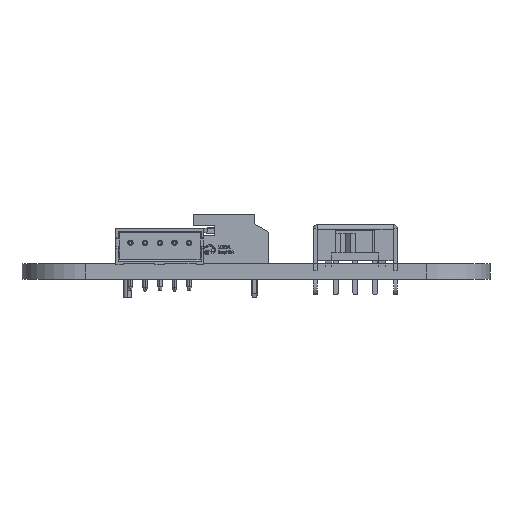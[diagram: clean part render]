
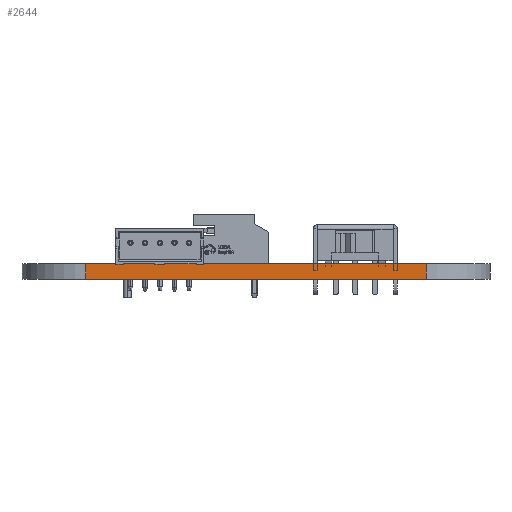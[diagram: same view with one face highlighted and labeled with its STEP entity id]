
A CAD part, front view. The second image highlights one B-rep face of the part: STEP entity #2644.
In plain terms, the highlighted planar face has unit normal (0, -1, 0).
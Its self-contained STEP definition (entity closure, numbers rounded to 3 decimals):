
#169 = VERTEX_POINT('',#170);
#170 = CARTESIAN_POINT('',(56.396,74.223,0.));
#177 = EDGE_CURVE('',#169,#178,#180,.T.);
#178 = VERTEX_POINT('',#179);
#179 = CARTESIAN_POINT('',(21.644,74.223,0.));
#180 = LINE('',#181,#182);
#181 = CARTESIAN_POINT('',(56.396,74.223,0.));
#182 = VECTOR('',#183,1.);
#183 = DIRECTION('',(-1.,0.,0.));
#1380 = VERTEX_POINT('',#1381);
#1381 = CARTESIAN_POINT('',(56.396,74.223,
    1.6));
#1388 = EDGE_CURVE('',#1380,#1389,#1391,.T.);
#1389 = VERTEX_POINT('',#1390);
#1390 = CARTESIAN_POINT('',(21.644,74.223,
    1.6));
#1391 = LINE('',#1392,#1393);
#1392 = CARTESIAN_POINT('',(56.396,74.223,
    1.6));
#1393 = VECTOR('',#1394,1.);
#1394 = DIRECTION('',(-1.,0.,0.));
#2614 = EDGE_CURVE('',#178,#1389,#2615,.T.);
#2615 = LINE('',#2616,#2617);
#2616 = CARTESIAN_POINT('',(21.644,74.223,0.));
#2617 = VECTOR('',#2618,1.);
#2618 = DIRECTION('',(0.,0.,1.));
#2633 = EDGE_CURVE('',#169,#1380,#2634,.T.);
#2634 = LINE('',#2635,#2636);
#2635 = CARTESIAN_POINT('',(56.396,74.223,0.));
#2636 = VECTOR('',#2637,1.);
#2637 = DIRECTION('',(0.,0.,1.));
#2644 = ADVANCED_FACE('',(#2645),#2651,.T.);
#2645 = FACE_BOUND('',#2646,.T.);
#2646 = EDGE_LOOP('',(#2647,#2648,#2649,#2650));
#2647 = ORIENTED_EDGE('',*,*,#2633,.T.);
#2648 = ORIENTED_EDGE('',*,*,#1388,.T.);
#2649 = ORIENTED_EDGE('',*,*,#2614,.F.);
#2650 = ORIENTED_EDGE('',*,*,#177,.F.);
#2651 = PLANE('',#2652);
#2652 = AXIS2_PLACEMENT_3D('',#2653,#2654,#2655);
#2653 = CARTESIAN_POINT('',(56.396,74.223,0.));
#2654 = DIRECTION('',(0.,-1.,0.));
#2655 = DIRECTION('',(-1.,0.,0.));
